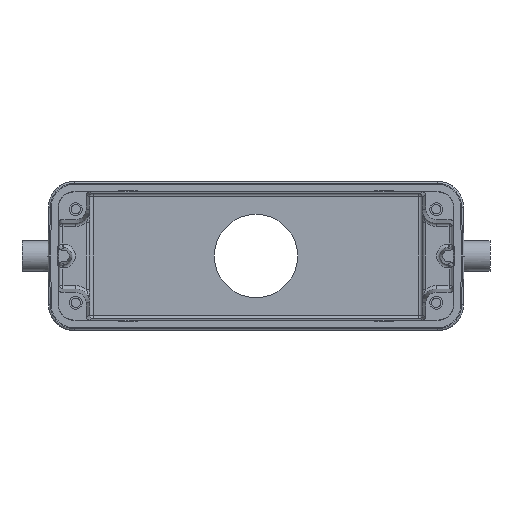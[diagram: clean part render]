
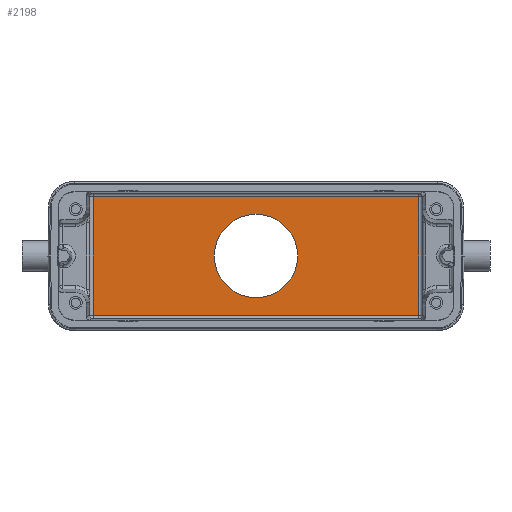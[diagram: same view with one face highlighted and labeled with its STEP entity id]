
A CAD part, front view. The second image highlights one B-rep face of the part: STEP entity #2198.
In plain terms, the highlighted planar face has unit normal (0, -1, 0).
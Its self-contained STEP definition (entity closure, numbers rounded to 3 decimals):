
#1011=LINE('',#9902,#1595);
#1013=LINE('',#9912,#1597);
#1014=LINE('',#9918,#1598);
#1266=LINE('',#10682,#1850);
#1595=VECTOR('',#7736,1.);
#1597=VECTOR('',#7748,1.);
#1598=VECTOR('',#7757,1.);
#1850=VECTOR('',#8481,1.);
#2198=ADVANCED_FACE('',(#2489,#2490),#2414,.F.);
#2414=PLANE('',#6786);
#2489=FACE_BOUND('',#2855,.T.);
#2490=FACE_BOUND('',#2856,.T.);
#2855=EDGE_LOOP('',(#4447));
#2856=EDGE_LOOP('',(#4448,#4449,#4450,#4451));
#4447=ORIENTED_EDGE('',*,*,#5991,.F.);
#4448=ORIENTED_EDGE('',*,*,#5639,.T.);
#4449=ORIENTED_EDGE('',*,*,#5636,.T.);
#4450=ORIENTED_EDGE('',*,*,#5631,.T.);
#4451=ORIENTED_EDGE('',*,*,#5990,.T.);
#4942=VERTEX_POINT('',#9903);
#4943=VERTEX_POINT('',#9904);
#4945=VERTEX_POINT('',#9913);
#4946=VERTEX_POINT('',#9919);
#5156=VERTEX_POINT('',#10685);
#5631=EDGE_CURVE('',#4942,#4943,#1011,.T.);
#5636=EDGE_CURVE('',#4945,#4942,#1013,.T.);
#5639=EDGE_CURVE('',#4946,#4945,#1014,.T.);
#5990=EDGE_CURVE('',#4943,#4946,#1266,.T.);
#5991=EDGE_CURVE('',#5156,#5156,#6222,.T.);
#6222=CIRCLE('',#6785,12.);
#6785=AXIS2_PLACEMENT_3D('',#10684,#8484,#8485);
#6786=AXIS2_PLACEMENT_3D('',#10686,#8486,#8487);
#7736=DIRECTION('',(-1.,0.,0.));
#7748=DIRECTION('',(0.,0.,1.));
#7757=DIRECTION('',(1.,0.,0.));
#8481=DIRECTION('',(0.,0.,-1.));
#8484=DIRECTION('',(0.,-1.,0.));
#8485=DIRECTION('',(0.,0.,1.));
#8486=DIRECTION('',(0.,1.,0.));
#8487=DIRECTION('',(1.,0.,0.));
#9902=CARTESIAN_POINT('',(47.,52.,17.135));
#9903=CARTESIAN_POINT('',(47.,52.,17.135));
#9904=CARTESIAN_POINT('',(-47.,52.,17.135));
#9912=CARTESIAN_POINT('',(47.,52.,-17.135));
#9913=CARTESIAN_POINT('',(47.,52.,-17.135));
#9918=CARTESIAN_POINT('',(-47.,52.,-17.135));
#9919=CARTESIAN_POINT('',(-47.,52.,-17.135));
#10682=CARTESIAN_POINT('',(-47.,52.,17.135));
#10684=CARTESIAN_POINT('',(0.,52.,0.));
#10685=CARTESIAN_POINT('',(0.,52.,12.));
#10686=CARTESIAN_POINT('',(57.,52.,-18.5));
